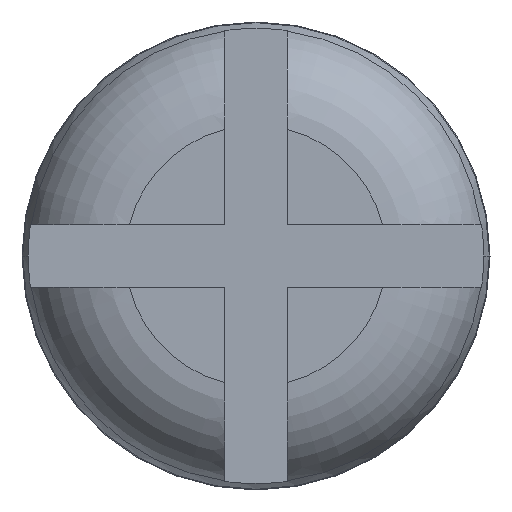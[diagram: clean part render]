
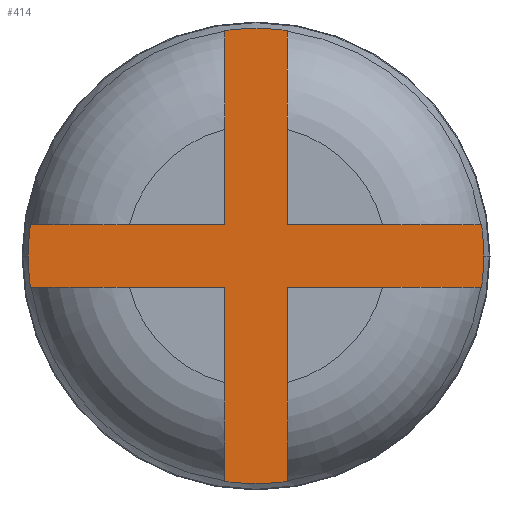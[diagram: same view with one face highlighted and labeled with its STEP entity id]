
A CAD part, front view. The second image highlights one B-rep face of the part: STEP entity #414.
In plain terms, the highlighted planar face has unit normal (0, -1, 0).
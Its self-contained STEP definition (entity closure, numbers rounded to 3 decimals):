
#1 = CARTESIAN_POINT ( 'NONE',  ( 10.43, -51.244, 44.47 ) ) ;
#9 = CARTESIAN_POINT ( 'NONE',  ( 13.138, -51.244, 44.9 ) ) ;
#10 = ORIENTED_EDGE ( 'NONE', *, *, #640, .F. ) ;
#16 = CARTESIAN_POINT ( 'NONE',  ( 13.108, -51.244, 45.33 ) ) ;
#24 = EDGE_CURVE ( 'NONE', #697, #825, #305, .T. ) ;
#40 = CARTESIAN_POINT ( 'NONE',  ( 10., -51.244, 44.9 ) ) ;
#45 = DIRECTION ( 'NONE',  ( 0., 0., 1. ) ) ;
#46 = ORIENTED_EDGE ( 'NONE', *, *, #732, .T. ) ;
#49 = DIRECTION ( 'NONE',  ( 0., 0., 1. ) ) ;
#54 = CIRCLE ( 'NONE', #575, 3.138 ) ;
#59 = AXIS2_PLACEMENT_3D ( 'NONE', #387, #169, #100 ) ;
#61 = ORIENTED_EDGE ( 'NONE', *, *, #298, .T. ) ;
#77 = LINE ( 'NONE', #245, #88 ) ;
#88 = VECTOR ( 'NONE', #239, 1000. ) ;
#100 = DIRECTION ( 'NONE',  ( 0., 0., 1. ) ) ;
#113 = VERTEX_POINT ( 'NONE', #366 ) ;
#118 = AXIS2_PLACEMENT_3D ( 'NONE', #501, #797, #282 ) ;
#119 = ORIENTED_EDGE ( 'NONE', *, *, #838, .F. ) ;
#122 = VECTOR ( 'NONE', #736, 1000. ) ;
#131 = ORIENTED_EDGE ( 'NONE', *, *, #437, .F. ) ;
#135 = CARTESIAN_POINT ( 'NONE',  ( 9.57, -51.244, 41.792 ) ) ;
#142 = LINE ( 'NONE', #147, #122 ) ;
#147 = CARTESIAN_POINT ( 'NONE',  ( 9.57, -51.244, 50.039 ) ) ;
#152 = VERTEX_POINT ( 'NONE', #800 ) ;
#165 = ORIENTED_EDGE ( 'NONE', *, *, #455, .F. ) ;
#169 = DIRECTION ( 'NONE',  ( 0., 1., 0. ) ) ;
#171 = ORIENTED_EDGE ( 'NONE', *, *, #563, .F. ) ;
#184 = AXIS2_PLACEMENT_3D ( 'NONE', #186, #405, #471 ) ;
#186 = CARTESIAN_POINT ( 'NONE',  ( 0., -51.244, 0. ) ) ;
#212 = DIRECTION ( 'NONE',  ( 1., 0., 0. ) ) ;
#217 = CIRCLE ( 'NONE', #757, 3.138 ) ;
#226 = DIRECTION ( 'NONE',  ( 0., 1., 0. ) ) ;
#230 = VERTEX_POINT ( 'NONE', #238 ) ;
#238 = CARTESIAN_POINT ( 'NONE',  ( 10.43, -51.244, 48.008 ) ) ;
#239 = DIRECTION ( 'NONE',  ( 0., 0., -1. ) ) ;
#243 = VECTOR ( 'NONE', #212, 1000. ) ;
#245 = CARTESIAN_POINT ( 'NONE',  ( 9.57, -51.244, 50.039 ) ) ;
#247 = CARTESIAN_POINT ( 'NONE',  ( 4.46, -51.244, 45.33 ) ) ;
#269 = VERTEX_POINT ( 'NONE', #747 ) ;
#270 = CARTESIAN_POINT ( 'NONE',  ( 6.862, -51.244, 44.9 ) ) ;
#282 = DIRECTION ( 'NONE',  ( 0., 0., 1. ) ) ;
#287 = VERTEX_POINT ( 'NONE', #16 ) ;
#298 = EDGE_CURVE ( 'NONE', #767, #560, #690, .T. ) ;
#299 = CARTESIAN_POINT ( 'NONE',  ( 6.892, -51.244, 44.47 ) ) ;
#305 = LINE ( 'NONE', #593, #626 ) ;
#317 = DIRECTION ( 'NONE',  ( 1., 0., 0. ) ) ;
#355 = LINE ( 'NONE', #417, #507 ) ;
#366 = CARTESIAN_POINT ( 'NONE',  ( 10.43, -51.244, 45.33 ) ) ;
#377 = ORIENTED_EDGE ( 'NONE', *, *, #24, .F. ) ;
#387 = CARTESIAN_POINT ( 'NONE',  ( 10., -51.244, 44.9 ) ) ;
#388 = VECTOR ( 'NONE', #637, 1000. ) ;
#405 = DIRECTION ( 'NONE',  ( 0., 1., 0. ) ) ;
#408 = ORIENTED_EDGE ( 'NONE', *, *, #872, .F. ) ;
#414 = ADVANCED_FACE ( 'NONE', ( #573 ), #765, .F. ) ;
#417 = CARTESIAN_POINT ( 'NONE',  ( 4.46, -51.244, 44.47 ) ) ;
#437 = EDGE_CURVE ( 'NONE', #825, #628, #925, .T. ) ;
#448 = CIRCLE ( 'NONE', #59, 3.138 ) ;
#455 = EDGE_CURVE ( 'NONE', #287, #756, #561, .T. ) ;
#471 = DIRECTION ( 'NONE',  ( 0., 0., 1. ) ) ;
#477 = ORIENTED_EDGE ( 'NONE', *, *, #653, .F. ) ;
#483 = EDGE_CURVE ( 'NONE', #697, #603, #355, .T. ) ;
#498 = DIRECTION ( 'NONE',  ( 0., 0., -1. ) ) ;
#501 = CARTESIAN_POINT ( 'NONE',  ( 10., -51.244, 44.9 ) ) ;
#507 = VECTOR ( 'NONE', #708, 1000. ) ;
#508 = CARTESIAN_POINT ( 'NONE',  ( 10., -51.244, 44.9 ) ) ;
#512 = VERTEX_POINT ( 'NONE', #270 ) ;
#519 = LINE ( 'NONE', #774, #388 ) ;
#538 = ORIENTED_EDGE ( 'NONE', *, *, #542, .F. ) ;
#540 = DIRECTION ( 'NONE',  ( 1., 0., 0. ) ) ;
#542 = EDGE_CURVE ( 'NONE', #230, #113, #519, .T. ) ;
#560 = VERTEX_POINT ( 'NONE', #914 ) ;
#561 = CIRCLE ( 'NONE', #591, 3.138 ) ;
#562 = EDGE_LOOP ( 'NONE', ( #119, #538, #567, #665, #171, #408, #10, #61, #46, #131, #377, #841, #477, #165 ) ) ;
#563 = EDGE_CURVE ( 'NONE', #659, #152, #619, .T. ) ;
#567 = ORIENTED_EDGE ( 'NONE', *, *, #671, .F. ) ;
#573 = FACE_OUTER_BOUND ( 'NONE', #562, .T. ) ;
#575 = AXIS2_PLACEMENT_3D ( 'NONE', #673, #226, #804 ) ;
#580 = CARTESIAN_POINT ( 'NONE',  ( 10., -51.244, 44.9 ) ) ;
#591 = AXIS2_PLACEMENT_3D ( 'NONE', #580, #641, #49 ) ;
#593 = CARTESIAN_POINT ( 'NONE',  ( 10.43, -51.244, 50.039 ) ) ;
#599 = CARTESIAN_POINT ( 'NONE',  ( 4.46, -51.244, 45.33 ) ) ;
#603 = VERTEX_POINT ( 'NONE', #852 ) ;
#614 = DIRECTION ( 'NONE',  ( 0., 0., 1. ) ) ;
#619 = LINE ( 'NONE', #599, #243 ) ;
#626 = VECTOR ( 'NONE', #498, 1000. ) ;
#628 = VERTEX_POINT ( 'NONE', #135 ) ;
#634 = AXIS2_PLACEMENT_3D ( 'NONE', #40, #850, #45 ) ;
#637 = DIRECTION ( 'NONE',  ( 0., 0., -1. ) ) ;
#640 = EDGE_CURVE ( 'NONE', #767, #512, #752, .T. ) ;
#641 = DIRECTION ( 'NONE',  ( 0., 1., 0. ) ) ;
#653 = EDGE_CURVE ( 'NONE', #756, #603, #217, .T. ) ;
#659 = VERTEX_POINT ( 'NONE', #725 ) ;
#665 = ORIENTED_EDGE ( 'NONE', *, *, #821, .T. ) ;
#671 = EDGE_CURVE ( 'NONE', #269, #230, #54, .T. ) ;
#673 = CARTESIAN_POINT ( 'NONE',  ( 10., -51.244, 44.9 ) ) ;
#685 = CARTESIAN_POINT ( 'NONE',  ( 10.43, -51.244, 41.792 ) ) ;
#690 = LINE ( 'NONE', #882, #884 ) ;
#697 = VERTEX_POINT ( 'NONE', #1 ) ;
#708 = DIRECTION ( 'NONE',  ( 1., 0., 0. ) ) ;
#725 = CARTESIAN_POINT ( 'NONE',  ( 6.892, -51.244, 45.33 ) ) ;
#729 = VECTOR ( 'NONE', #317, 1000. ) ;
#732 = EDGE_CURVE ( 'NONE', #560, #628, #142, .T. ) ;
#736 = DIRECTION ( 'NONE',  ( 0., 0., -1. ) ) ;
#747 = CARTESIAN_POINT ( 'NONE',  ( 9.57, -51.244, 48.008 ) ) ;
#752 = CIRCLE ( 'NONE', #118, 3.138 ) ;
#756 = VERTEX_POINT ( 'NONE', #9 ) ;
#757 = AXIS2_PLACEMENT_3D ( 'NONE', #508, #937, #614 ) ;
#765 = PLANE ( 'NONE',  #184 ) ;
#767 = VERTEX_POINT ( 'NONE', #299 ) ;
#774 = CARTESIAN_POINT ( 'NONE',  ( 10.43, -51.244, 50.039 ) ) ;
#797 = DIRECTION ( 'NONE',  ( 0., 1., 0. ) ) ;
#800 = CARTESIAN_POINT ( 'NONE',  ( 9.57, -51.244, 45.33 ) ) ;
#804 = DIRECTION ( 'NONE',  ( 0., 0., 1. ) ) ;
#807 = LINE ( 'NONE', #247, #729 ) ;
#821 = EDGE_CURVE ( 'NONE', #269, #152, #77, .T. ) ;
#825 = VERTEX_POINT ( 'NONE', #685 ) ;
#838 = EDGE_CURVE ( 'NONE', #113, #287, #807, .T. ) ;
#841 = ORIENTED_EDGE ( 'NONE', *, *, #483, .T. ) ;
#850 = DIRECTION ( 'NONE',  ( 0., 1., 0. ) ) ;
#852 = CARTESIAN_POINT ( 'NONE',  ( 13.108, -51.244, 44.47 ) ) ;
#872 = EDGE_CURVE ( 'NONE', #512, #659, #448, .T. ) ;
#882 = CARTESIAN_POINT ( 'NONE',  ( 4.46, -51.244, 44.47 ) ) ;
#884 = VECTOR ( 'NONE', #540, 1000. ) ;
#914 = CARTESIAN_POINT ( 'NONE',  ( 9.57, -51.244, 44.47 ) ) ;
#925 = CIRCLE ( 'NONE', #634, 3.138 ) ;
#937 = DIRECTION ( 'NONE',  ( 0., 1., 0. ) ) ;
